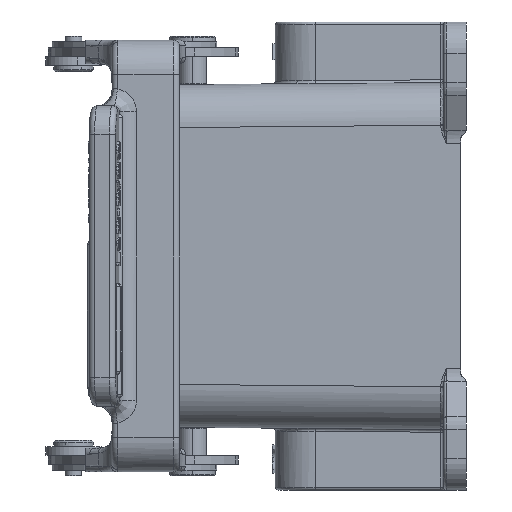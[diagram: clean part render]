
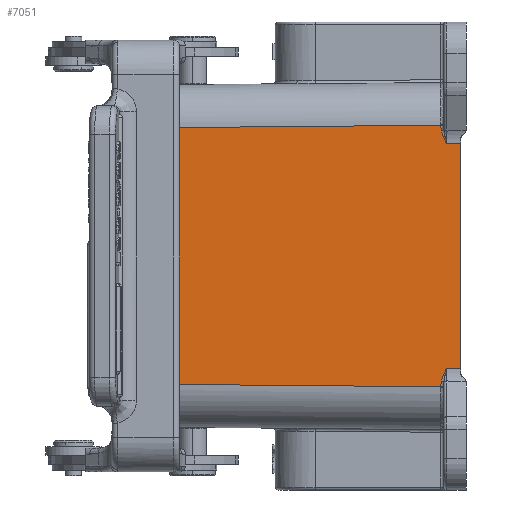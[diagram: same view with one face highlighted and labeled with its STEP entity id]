
A CAD part, left-side view. The second image highlights one B-rep face of the part: STEP entity #7051.
In plain terms, the highlighted planar face has unit normal (-1, 0.009, 0).
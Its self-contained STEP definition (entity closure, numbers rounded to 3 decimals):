
#1436=B_SPLINE_CURVE_WITH_KNOTS('',3,(#46081,#46082,#46083,#46084,#46085,
#46086,#46087,#46088,#46089),.UNSPECIFIED.,.F.,.F.,(4,1,1,3,4),(0.,0.33,
0.66,0.99,1.),.UNSPECIFIED.);
#1437=B_SPLINE_CURVE_WITH_KNOTS('',3,(#46124,#46125,#46126,#46127,#46128,
#46129,#46130),.UNSPECIFIED.,.F.,.F.,(4,3,4),(0.,0.01,1.),
 .UNSPECIFIED.);
#1438=B_SPLINE_CURVE_WITH_KNOTS('',3,(#46132,#46133,#46134,#46135),
 .UNSPECIFIED.,.F.,.F.,(4,4),(0.,1.),.UNSPECIFIED.);
#1439=B_SPLINE_CURVE_WITH_KNOTS('',3,(#46136,#46137,#46138,#46139),
 .UNSPECIFIED.,.F.,.F.,(4,4),(0.,1.),.UNSPECIFIED.);
#1440=B_SPLINE_CURVE_WITH_KNOTS('',3,(#46141,#46142,#46143,#46144),
 .UNSPECIFIED.,.F.,.F.,(4,4),(0.,1.),.UNSPECIFIED.);
#1441=B_SPLINE_CURVE_WITH_KNOTS('',3,(#46146,#46147,#46148,#46149,#46150,
#46151),.UNSPECIFIED.,.F.,.F.,(4,1,1,4),(0.,0.333,0.667,
1.),.UNSPECIFIED.);
#1442=B_SPLINE_CURVE_WITH_KNOTS('',3,(#46153,#46154,#46155,#46156),
 .UNSPECIFIED.,.F.,.F.,(4,4),(0.,1.),.UNSPECIFIED.);
#1443=B_SPLINE_CURVE_WITH_KNOTS('',3,(#46158,#46159,#46160,#46161),
 .UNSPECIFIED.,.F.,.F.,(4,4),(0.,1.),.UNSPECIFIED.);
#4120=LINE('',#45856,#5688);
#4139=LINE('',#46052,#5707);
#4140=LINE('',#46122,#5708);
#4141=LINE('',#46163,#5709);
#5688=VECTOR('',#31240,1.);
#5707=VECTOR('',#31311,1.);
#5708=VECTOR('',#31318,1.);
#5709=VECTOR('',#31319,1.);
#7051=ADVANCED_FACE('',(#8948),#7878,.T.);
#7878=PLANE('',#26472);
#8948=FACE_OUTER_BOUND('',#10424,.T.);
#10424=EDGE_LOOP('',(#16287,#16288,#16289,#16290,#16291,#16292,#16293,#16294,
#16295,#16296,#16297,#16298));
#16287=ORIENTED_EDGE('',*,*,#23287,.T.);
#16288=ORIENTED_EDGE('',*,*,#23351,.F.);
#16289=ORIENTED_EDGE('',*,*,#23352,.F.);
#16290=ORIENTED_EDGE('',*,*,#23353,.F.);
#16291=ORIENTED_EDGE('',*,*,#23350,.F.);
#16292=ORIENTED_EDGE('',*,*,#23344,.F.);
#16293=ORIENTED_EDGE('',*,*,#23354,.T.);
#16294=ORIENTED_EDGE('',*,*,#23355,.F.);
#16295=ORIENTED_EDGE('',*,*,#23356,.F.);
#16296=ORIENTED_EDGE('',*,*,#23357,.F.);
#16297=ORIENTED_EDGE('',*,*,#23358,.F.);
#16298=ORIENTED_EDGE('',*,*,#23359,.F.);
#20010=VERTEX_POINT('',#45854);
#20012=VERTEX_POINT('',#45857);
#20056=VERTEX_POINT('',#46051);
#20057=VERTEX_POINT('',#46053);
#20059=VERTEX_POINT('',#46080);
#20060=VERTEX_POINT('',#46123);
#20061=VERTEX_POINT('',#46131);
#20062=VERTEX_POINT('',#46140);
#20063=VERTEX_POINT('',#46145);
#20064=VERTEX_POINT('',#46152);
#20065=VERTEX_POINT('',#46157);
#20066=VERTEX_POINT('',#46162);
#23287=EDGE_CURVE('',#20012,#20010,#4120,.T.);
#23344=EDGE_CURVE('',#20056,#20057,#4139,.T.);
#23350=EDGE_CURVE('',#20057,#20059,#1436,.T.);
#23351=EDGE_CURVE('',#20060,#20010,#4140,.T.);
#23352=EDGE_CURVE('',#20061,#20060,#1437,.T.);
#23353=EDGE_CURVE('',#20059,#20061,#1438,.T.);
#23354=EDGE_CURVE('',#20056,#20062,#1439,.T.);
#23355=EDGE_CURVE('',#20063,#20062,#1440,.T.);
#23356=EDGE_CURVE('',#20064,#20063,#1441,.T.);
#23357=EDGE_CURVE('',#20065,#20064,#1442,.T.);
#23358=EDGE_CURVE('',#20066,#20065,#1443,.T.);
#23359=EDGE_CURVE('',#20012,#20066,#4141,.T.);
#26472=AXIS2_PLACEMENT_3D('',#46164,#31320,#31321);
#31240=DIRECTION('',(0.,0.,1.));
#31311=DIRECTION('',(-0.009,-1.,0.009));
#31318=DIRECTION('',(-0.009,-1.,0.018));
#31319=DIRECTION('',(0.009,1.,0.018));
#31320=DIRECTION('',(-1.,0.009,0.));
#31321=DIRECTION('',(-0.009,-1.,0.));
#45854=CARTESIAN_POINT('',(-21.941,-25.75,19.749));
#45856=CARTESIAN_POINT('',(-21.941,-25.75,-19.749));
#45857=CARTESIAN_POINT('',(-21.941,-25.75,-19.749));
#46051=CARTESIAN_POINT('',(-21.503,24.453,22.503));
#46052=CARTESIAN_POINT('',(-21.503,24.453,22.503));
#46053=CARTESIAN_POINT('',(-21.91,-22.255,22.91));
#46080=CARTESIAN_POINT('',(-21.909,-22.38,21.903));
#46081=CARTESIAN_POINT('',(-21.91,-22.255,22.91));
#46082=CARTESIAN_POINT('',(-21.91,-22.258,22.784));
#46083=CARTESIAN_POINT('',(-21.91,-22.272,22.541));
#46084=CARTESIAN_POINT('',(-21.911,-22.312,22.22));
#46085=CARTESIAN_POINT('',(-21.911,-22.354,22.007));
#46086=CARTESIAN_POINT('',(-21.911,-22.38,21.904));
#46087=CARTESIAN_POINT('',(-21.911,-22.38,21.9));
#46088=CARTESIAN_POINT('',(-21.911,-22.381,21.897));
#46089=CARTESIAN_POINT('',(-21.911,-22.382,21.894));
#46122=CARTESIAN_POINT('',(-21.919,-23.246,19.704));
#46123=CARTESIAN_POINT('',(-21.919,-23.246,19.704));
#46124=CARTESIAN_POINT('',(-21.914,-22.745,20.815));
#46125=CARTESIAN_POINT('',(-21.914,-22.747,20.811));
#46126=CARTESIAN_POINT('',(-21.915,-22.748,20.807));
#46127=CARTESIAN_POINT('',(-21.915,-22.75,20.803));
#46128=CARTESIAN_POINT('',(-21.916,-22.904,20.43));
#46129=CARTESIAN_POINT('',(-21.917,-23.074,20.066));
#46130=CARTESIAN_POINT('',(-21.919,-23.246,19.704));
#46131=CARTESIAN_POINT('',(-21.913,-22.75,20.803));
#46132=CARTESIAN_POINT('',(-21.908,-22.38,21.903));
#46133=CARTESIAN_POINT('',(-21.914,-22.46,21.573));
#46134=CARTESIAN_POINT('',(-21.917,-22.582,21.212));
#46135=CARTESIAN_POINT('',(-21.912,-22.75,20.804));
#46136=CARTESIAN_POINT('',(-21.503,24.453,22.503));
#46137=CARTESIAN_POINT('',(-21.503,24.453,7.501));
#46138=CARTESIAN_POINT('',(-21.503,24.453,-7.501));
#46139=CARTESIAN_POINT('',(-21.503,24.453,-22.503));
#46140=CARTESIAN_POINT('',(-21.5,24.453,-22.503));
#46141=CARTESIAN_POINT('',(-21.91,-22.255,-22.91));
#46142=CARTESIAN_POINT('',(-21.774,-6.686,-22.775));
#46143=CARTESIAN_POINT('',(-21.638,8.883,-22.639));
#46144=CARTESIAN_POINT('',(-21.503,24.453,-22.503));
#46145=CARTESIAN_POINT('',(-21.91,-22.255,-22.91));
#46146=CARTESIAN_POINT('',(-21.911,-22.38,-21.904));
#46147=CARTESIAN_POINT('',(-21.911,-22.356,-22.001));
#46148=CARTESIAN_POINT('',(-21.911,-22.314,-22.206));
#46149=CARTESIAN_POINT('',(-21.91,-22.272,-22.53));
#46150=CARTESIAN_POINT('',(-21.91,-22.258,-22.779));
#46151=CARTESIAN_POINT('',(-21.91,-22.255,-22.91));
#46152=CARTESIAN_POINT('',(-21.911,-22.38,-21.904));
#46153=CARTESIAN_POINT('',(-21.915,-22.75,-20.803));
#46154=CARTESIAN_POINT('',(-21.913,-22.582,-21.211));
#46155=CARTESIAN_POINT('',(-21.912,-22.466,-21.551));
#46156=CARTESIAN_POINT('',(-21.911,-22.38,-21.904));
#46157=CARTESIAN_POINT('',(-21.915,-22.75,-20.803));
#46158=CARTESIAN_POINT('',(-21.919,-23.246,-19.704));
#46159=CARTESIAN_POINT('',(-21.917,-23.074,-20.066));
#46160=CARTESIAN_POINT('',(-21.916,-22.904,-20.43));
#46161=CARTESIAN_POINT('',(-21.915,-22.75,-20.803));
#46162=CARTESIAN_POINT('',(-21.919,-23.246,-19.704));
#46163=CARTESIAN_POINT('',(-21.941,-25.75,-19.749));
#46164=CARTESIAN_POINT('',(-21.5,24.75,30.));
